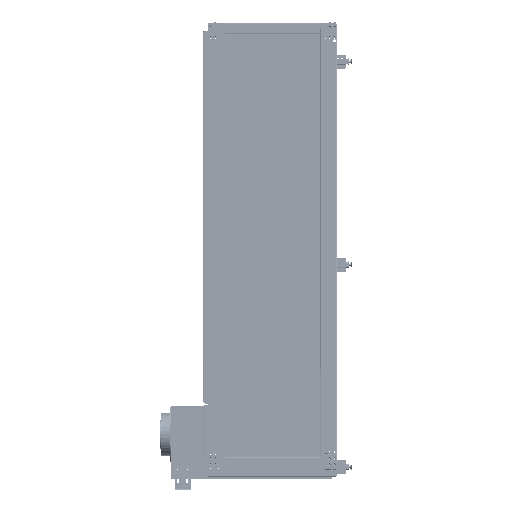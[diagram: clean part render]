
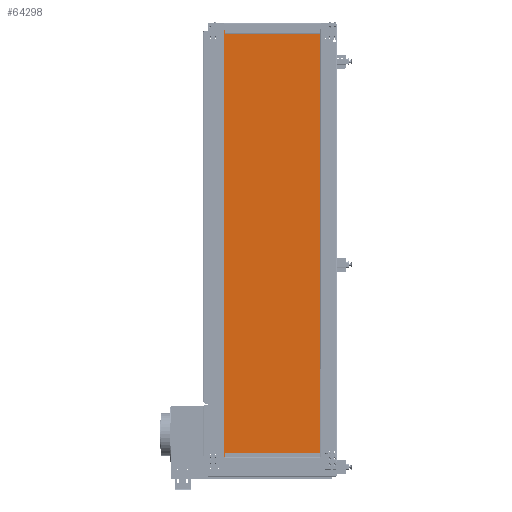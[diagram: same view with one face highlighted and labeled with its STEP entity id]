
A CAD part, left-side view. The second image highlights one B-rep face of the part: STEP entity #64298.
In plain terms, the highlighted face is planar.
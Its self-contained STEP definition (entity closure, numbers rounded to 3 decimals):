
#139 = ORIENTED_EDGE ( 'NONE', *, *, #94392, .T. ) ;
#3231 = CARTESIAN_POINT ( 'NONE',  ( -1000., 238., 4. ) ) ;
#4172 = LINE ( 'NONE', #31508, #59644 ) ;
#5574 = CARTESIAN_POINT ( 'NONE',  ( 1000., -238., 4. ) ) ;
#11499 = ORIENTED_EDGE ( 'NONE', *, *, #57437, .T. ) ;
#11520 = CARTESIAN_POINT ( 'NONE',  ( -1000., -238., 4. ) ) ;
#13809 = VECTOR ( 'NONE', #48816, 1000. ) ;
#16960 = VERTEX_POINT ( 'NONE', #11520 ) ;
#21757 = AXIS2_PLACEMENT_3D ( 'NONE', #5574, #56293, #73330 ) ;
#22342 = CARTESIAN_POINT ( 'NONE',  ( 1000., 238., 4. ) ) ;
#24478 = EDGE_CURVE ( 'NONE', #38047, #16960, #32288, .T. ) ;
#29406 = DIRECTION ( 'NONE',  ( 1., 0., 0. ) ) ;
#30384 = CARTESIAN_POINT ( 'NONE',  ( 1000., -238., 4. ) ) ;
#31508 = CARTESIAN_POINT ( 'NONE',  ( 1000., 238., 4. ) ) ;
#31545 = VERTEX_POINT ( 'NONE', #30384 ) ;
#32288 = LINE ( 'NONE', #76051, #13809 ) ;
#35962 = VECTOR ( 'NONE', #29406, 1000. ) ;
#38047 = VERTEX_POINT ( 'NONE', #3231 ) ;
#38271 = EDGE_CURVE ( 'NONE', #31545, #102315, #4172, .T. ) ;
#45310 = LINE ( 'NONE', #55016, #35962 ) ;
#48816 = DIRECTION ( 'NONE',  ( 0., -1., 0. ) ) ;
#52007 = CARTESIAN_POINT ( 'NONE',  ( 1000., 238., 4. ) ) ;
#55016 = CARTESIAN_POINT ( 'NONE',  ( 1000., -238., 4. ) ) ;
#56181 = VECTOR ( 'NONE', #79263, 1000. ) ;
#56293 = DIRECTION ( 'NONE',  ( 0., 0., -1. ) ) ;
#56838 = FACE_OUTER_BOUND ( 'NONE', #104586, .T. ) ;
#57437 = EDGE_CURVE ( 'NONE', #16960, #31545, #45310, .T. ) ;
#59644 = VECTOR ( 'NONE', #75289, 1000. ) ;
#64298 = ADVANCED_FACE ( 'NONE', ( #56838 ), #90925, .F. ) ;
#73330 = DIRECTION ( 'NONE',  ( -1., 0., 0. ) ) ;
#73602 = ORIENTED_EDGE ( 'NONE', *, *, #38271, .T. ) ;
#75289 = DIRECTION ( 'NONE',  ( 0., 1., 0. ) ) ;
#76051 = CARTESIAN_POINT ( 'NONE',  ( -1000., 238., 4. ) ) ;
#79263 = DIRECTION ( 'NONE',  ( -1., 0., 0. ) ) ;
#86314 = ORIENTED_EDGE ( 'NONE', *, *, #24478, .T. ) ;
#90925 = PLANE ( 'NONE',  #21757 ) ;
#94392 = EDGE_CURVE ( 'NONE', #102315, #38047, #94600, .T. ) ;
#94600 = LINE ( 'NONE', #52007, #56181 ) ;
#102315 = VERTEX_POINT ( 'NONE', #22342 ) ;
#104586 = EDGE_LOOP ( 'NONE', ( #73602, #139, #86314, #11499 ) ) ;
